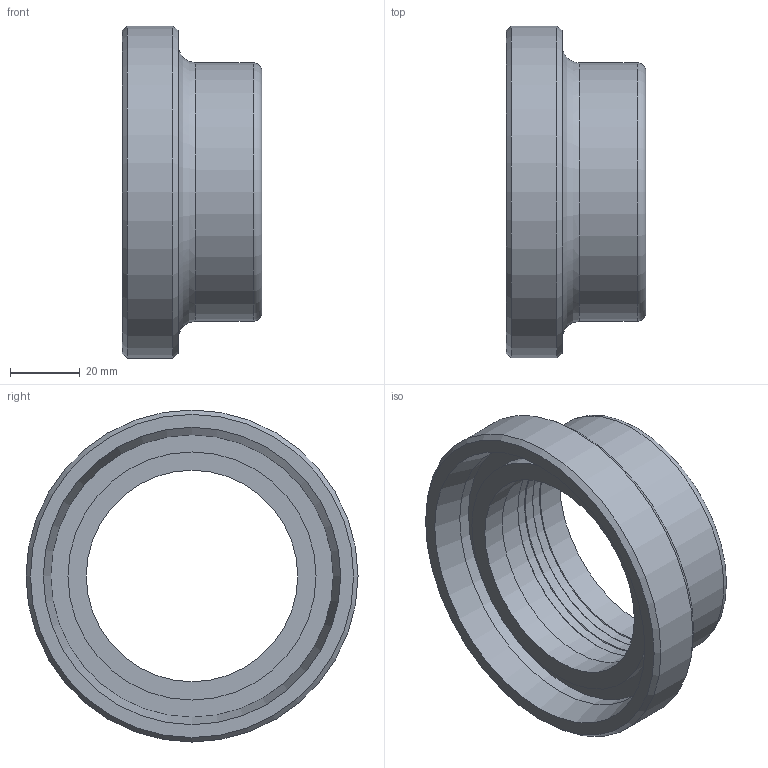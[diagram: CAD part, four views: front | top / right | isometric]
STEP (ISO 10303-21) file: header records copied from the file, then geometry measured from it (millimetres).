
FILE_DESCRIPTION((''),'2;1');
FILE_NAME('10501212X.stp','2010-08-04T10:23:52',('thilbrands'),(''),'Autodesk Inventor 2008','Autodesk Inventor 2008','');
FILE_SCHEMA(('AUTOMOTIVE_DESIGN { 1 0 10303 214 1 1 1 1 }'));
Length unit declared in the file: millimetre
Products named in the file (1): 105011001
Bounding box: 40 x 95 x 95 mm (x, y, z)
Volume: 69440.5 mm3; surface area: 27263.5 mm2
Topology: 1 solids, 1 shells, 27 faces, 48 edges, 27 vertices
Faces by surface type: cylinder 10, cone 7, plane 6, bspline 3, torus 1
Full cylindrical faces by diameter (mm): 60.5 x1, 63.8 x3, 64.2 x2, 71 x1, 74 x1, 80.8 x1, 95 x1
Entity records: 694 total; most frequent: CARTESIAN_POINT 214, DIRECTION 104, ORIENTED_EDGE 54, EDGE_LOOP 54, AXIS2_PLACEMENT_3D 52, VERTEX_POINT 27, CIRCLE 27, EDGE_CURVE 27
